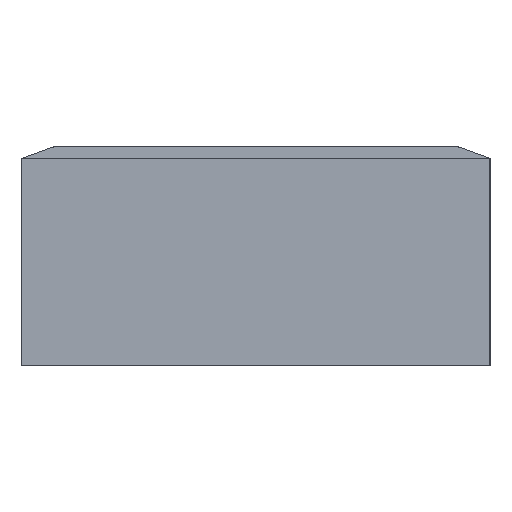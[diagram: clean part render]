
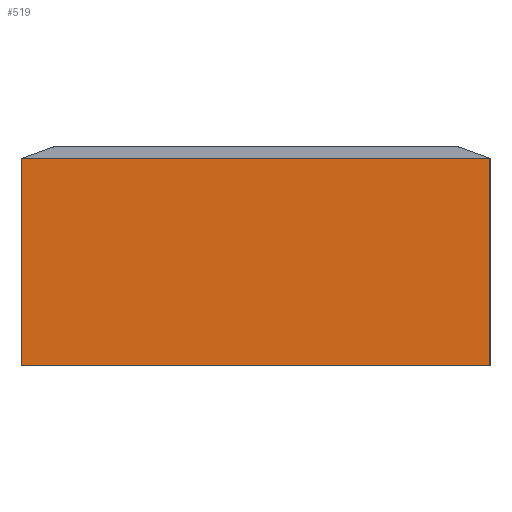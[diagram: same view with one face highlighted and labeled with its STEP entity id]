
A CAD part, left-side view. The second image highlights one B-rep face of the part: STEP entity #519.
In plain terms, the highlighted planar face has unit normal (-1, 0, 0).
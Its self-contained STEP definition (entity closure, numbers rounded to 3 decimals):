
#54=ORIENTED_EDGE('',*,*,#193,.F.);
#55=ORIENTED_EDGE('',*,*,#194,.T.);
#56=ORIENTED_EDGE('',*,*,#190,.T.);
#57=ORIENTED_EDGE('',*,*,#195,.T.);
#190=EDGE_CURVE('',#260,#261,#306,.T.);
#193=EDGE_CURVE('',#262,#263,#309,.T.);
#194=EDGE_CURVE('',#262,#260,#310,.T.);
#195=EDGE_CURVE('',#261,#263,#311,.T.);
#260=VERTEX_POINT('',#774);
#261=VERTEX_POINT('',#775);
#262=VERTEX_POINT('',#780);
#263=VERTEX_POINT('',#781);
#306=LINE('',#773,#370);
#309=LINE('',#779,#373);
#310=LINE('',#782,#374);
#311=LINE('',#783,#375);
#370=VECTOR('',#622,1000.);
#373=VECTOR('',#627,1000.);
#374=VECTOR('',#628,1000.);
#375=VECTOR('',#629,1000.);
#418=EDGE_LOOP('',(#54,#55,#56,#57));
#456=FACE_BOUND('',#418,.T.);
#494=PLANE('',#561);
#519=ADVANCED_FACE('',(#456),#494,.F.);
#561=AXIS2_PLACEMENT_3D('',#778,#625,#626);
#622=DIRECTION('',(0.,0.,-1.));
#625=DIRECTION('',(1.,0.,0.));
#626=DIRECTION('',(0.,1.,0.));
#627=DIRECTION('',(0.,0.,-1.));
#628=DIRECTION('',(0.,1.,0.));
#629=DIRECTION('',(0.,-1.,0.));
#773=CARTESIAN_POINT('',(0.,30.,2.));
#774=CARTESIAN_POINT('',(0.,30.,13.272));
#775=CARTESIAN_POINT('',(0.,30.,0.));
#778=CARTESIAN_POINT('',(0.,30.,2.));
#779=CARTESIAN_POINT('',(0.,0.,2.));
#780=CARTESIAN_POINT('',(0.,0.,13.272));
#781=CARTESIAN_POINT('',(0.,0.,0.));
#782=CARTESIAN_POINT('',(0.,30.,13.272));
#783=CARTESIAN_POINT('',(0.,30.,0.));
